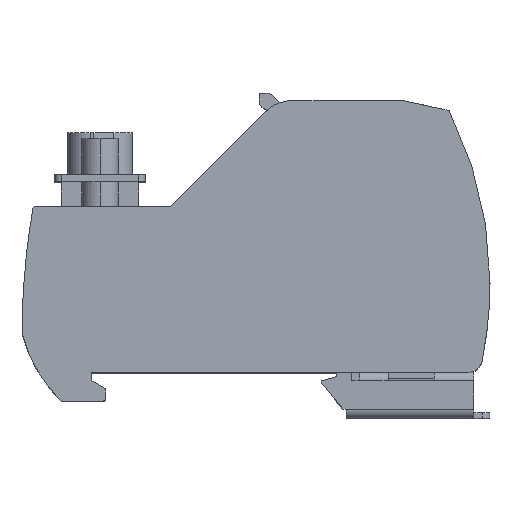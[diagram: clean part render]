
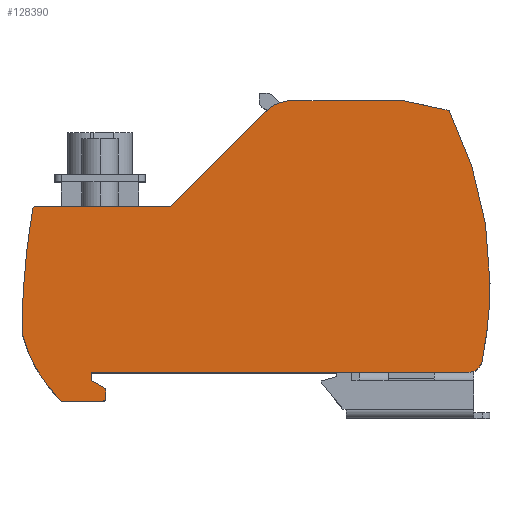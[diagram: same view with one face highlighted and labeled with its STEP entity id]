
A CAD part, top view. The second image highlights one B-rep face of the part: STEP entity #128390.
In plain terms, the highlighted planar face has unit normal (0, 0, 1).
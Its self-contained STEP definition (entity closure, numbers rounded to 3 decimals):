
#3230=CARTESIAN_POINT('',(-11.135,38.97,4.67));
#3240=VERTEX_POINT('',#3230);
#3270=CARTESIAN_POINT('',(0.,38.97,4.67));
#3280=DIRECTION('',(1.,0.,0.));
#3290=VECTOR('',#3280,1.);
#3300=LINE('',#3270,#3290);
#3310=CARTESIAN_POINT('',(-26.38,38.97,4.67));
#3320=VERTEX_POINT('',#3310);
#3330=EDGE_CURVE('',#3320,#3240,#3300,.T.);
#7640=CARTESIAN_POINT('',(-2.13,1.2,4.67));
#7650=VERTEX_POINT('',#7640);
#7680=CARTESIAN_POINT('',(-2.13,3.33,4.67));
#7690=DIRECTION('',(-0.,-0.,-1.));
#7700=DIRECTION('',(-1.,0.,0.));
#7710=AXIS2_PLACEMENT_3D('',#7680,#7690,#7700);
#7720=CIRCLE('',#7710,2.13);
#7730=CARTESIAN_POINT('',(0.,3.33,4.67));
#7740=VERTEX_POINT('',#7730);
#7750=EDGE_CURVE('',#7740,#7650,#7720,.T.);
#19000=CARTESIAN_POINT('',(-52.4,-1.055,4.67));
#19010=VERTEX_POINT('',#19000);
#19040=CARTESIAN_POINT('',(0.,-31.308,4.67))
;
#19050=DIRECTION('',(0.866,-0.5,0.));
#19060=VECTOR('',#19050,1.);
#19070=LINE('',#19040,#19060);
#19080=CARTESIAN_POINT('',(-54.4,0.1,4.67));
#19090=VERTEX_POINT('',#19080);
#19100=EDGE_CURVE('',#19090,#19010,#19070,.T.);
#23450=CARTESIAN_POINT('',(1.,13.615,4.67));
#23460=VERTEX_POINT('',#23450);
#23490=CARTESIAN_POINT('',(-52.395,13.615,4.67));
#23500=DIRECTION('',(0.,0.,1.));
#23510=DIRECTION('',(1.,0.,0.));
#23520=AXIS2_PLACEMENT_3D('',#23490,#23500,#23510);
#23530=CIRCLE('',#23520,53.395);
#23540=CARTESIAN_POINT('',(-4.69,37.6,4.67));
#23550=VERTEX_POINT('',#23540);
#23560=EDGE_CURVE('',#23460,#23550,#23530,.T.);
#45260=CARTESIAN_POINT('',(-62.506,23.919,4.67));
#45270=VERTEX_POINT('',#45260);
#45300=CARTESIAN_POINT('',(36.,6.7,4.67));
#45310=DIRECTION('',(0.,0.,1.));
#45320=DIRECTION('',(-1.,0.,0.));
#45330=AXIS2_PLACEMENT_3D('',#45300,#45310,#45320);
#45340=CIRCLE('',#45330,100.);
#45350=CARTESIAN_POINT('',(-64.,6.7,4.67));
#45360=VERTEX_POINT('',#45350);
#45370=EDGE_CURVE('',#45270,#45360,#45340,.T.);
#48570=CARTESIAN_POINT('',(-43.38,24.25,4.67));
#48580=VERTEX_POINT('',#48570);
#48610=CARTESIAN_POINT('',(0.,24.25,4.67));
#48620=DIRECTION('',(1.,0.,0.));
#48630=VECTOR('',#48620,1.);
#48640=LINE('',#48610,#48630);
#48650=CARTESIAN_POINT('',(-62.112,24.25,4.67));
#48660=VERTEX_POINT('',#48650);
#48670=EDGE_CURVE('',#48660,#48580,#48640,.T.);
#49540=CARTESIAN_POINT('',(0.,36.603,4.67));
#49550=DIRECTION('',(0.978,-0.208,0.));
#49560=VECTOR('',#49550,1.);
#49570=LINE('',#49540,#49560);
#49580=EDGE_CURVE('',#3240,#23550,#49570,.T.);
#66150=CARTESIAN_POINT('',(-52.9,-2.8,4.67));
#66160=VERTEX_POINT('',#66150);
#66190=CARTESIAN_POINT('',(-52.9,-2.3,4.67));
#66200=DIRECTION('',(0.,0.,1.));
#66210=DIRECTION('',(1.,0.,0.));
#66220=AXIS2_PLACEMENT_3D('',#66190,#66200,#66210);
#66230=CIRCLE('',#66220,0.5);
#66240=CARTESIAN_POINT('',(-52.4,-2.3,4.67));
#66250=VERTEX_POINT('',#66240);
#66260=EDGE_CURVE('',#66160,#66250,#66230,.T.);
#73320=CARTESIAN_POINT('',(-54.4,0.,4.67));
#73330=DIRECTION('',(0.,-1.,0.));
#73340=VECTOR('',#73330,1.);
#73350=LINE('',#73320,#73340);
#73360=CARTESIAN_POINT('',(-54.4,1.2,4.67));
#73370=VERTEX_POINT('',#73360);
#73380=EDGE_CURVE('',#73370,#19090,#73350,.T.);
#96710=CARTESIAN_POINT('',(-44.606,11.586,4.67));
#96720=DIRECTION('',(0.,0.,1.));
#96730=DIRECTION('',(-1.,0.,0.));
#96740=AXIS2_PLACEMENT_3D('',#96710,#96720,#96730);
#96750=CIRCLE('',#96740,20.);
#96760=CARTESIAN_POINT('',(-58.5,-2.8,4.67));
#96770=VERTEX_POINT('',#96760);
#96780=EDGE_CURVE('',#45360,#96770,#96750,.T.);
#100460=CARTESIAN_POINT('',(-30.272,37.358,4.67));
#100470=VERTEX_POINT('',#100460);
#100500=CARTESIAN_POINT('',(0.,67.63,4.67))
;
#100510=DIRECTION('',(0.707,0.707,0.));
#100520=VECTOR('',#100510,1.);
#100530=LINE('',#100500,#100520);
#100540=EDGE_CURVE('',#48580,#100470,#100530,.T.);
#100670=CARTESIAN_POINT('',(-62.112,23.85,4.67));
#100680=DIRECTION('',(0.,0.,1.));
#100690=DIRECTION('',(-1.,0.,0.));
#100700=AXIS2_PLACEMENT_3D('',#100670,#100680,#100690);
#100710=CIRCLE('',#100700,0.4);
#100720=EDGE_CURVE('',#48660,#45270,#100710,.T.);
#120840=CARTESIAN_POINT('',(-52.4,0.,4.67));
#120850=DIRECTION('',(0.,-1.,0.));
#120860=VECTOR('',#120850,1.);
#120870=LINE('',#120840,#120860);
#120880=EDGE_CURVE('',#19010,#66250,#120870,.T.);
#127070=CARTESIAN_POINT('',(0.,-2.8,4.67)
);
#127080=DIRECTION('',(-1.,0.,0.));
#127090=VECTOR('',#127080,1.);
#127100=LINE('',#127070,#127090);
#127110=EDGE_CURVE('',#66160,#96770,#127100,.T.);
#127830=CARTESIAN_POINT('',(-26.38,33.466,4.67));
#127840=DIRECTION('',(0.,0.,1.));
#127850=DIRECTION('',(-1.,0.,0.));
#127860=AXIS2_PLACEMENT_3D('',#127830,#127840,#127850);
#127870=CIRCLE('',#127860,5.504);
#127880=EDGE_CURVE('',#3320,#100470,#127870,.T.);
#128090=CARTESIAN_POINT('',(-27.765,19.919,4.67));
#128100=DIRECTION('',(0.,0.,1.));
#128110=DIRECTION('',(1.,0.,-0.));
#128120=AXIS2_PLACEMENT_3D('',#128090,#128100,#128110);
#128130=PLANE('',#128120);
#128140=ORIENTED_EDGE('',*,*,#66260,.T.);
#128150=ORIENTED_EDGE('',*,*,#127110,.F.);
#128160=ORIENTED_EDGE('',*,*,#96780,.T.);
#128170=ORIENTED_EDGE('',*,*,#45370,.T.);
#128180=ORIENTED_EDGE('',*,*,#100720,.T.);
#128190=ORIENTED_EDGE('',*,*,#48670,.F.);
#128200=ORIENTED_EDGE('',*,*,#100540,.F.);
#128210=ORIENTED_EDGE('',*,*,#127880,.T.);
#128220=ORIENTED_EDGE('',*,*,#3330,.F.);
#128230=ORIENTED_EDGE('',*,*,#49580,.F.);
#128240=ORIENTED_EDGE('',*,*,#23560,.T.);
#128250=EDGE_CURVE('',#7740,#23460,#23530,.T.);
#128260=ORIENTED_EDGE('',*,*,#128250,.T.);
#128270=ORIENTED_EDGE('',*,*,#7750,.F.);
#128280=CARTESIAN_POINT('',(0.,1.2,4.67))
;
#128290=DIRECTION('',(-1.,0.,0.));
#128300=VECTOR('',#128290,1.);
#128310=LINE('',#128280,#128300);
#128320=EDGE_CURVE('',#7650,#73370,#128310,.T.);
#128330=ORIENTED_EDGE('',*,*,#128320,.F.);
#128340=ORIENTED_EDGE('',*,*,#73380,.F.);
#128350=ORIENTED_EDGE('',*,*,#19100,.F.);
#128360=ORIENTED_EDGE('',*,*,#120880,.F.);
#128370=EDGE_LOOP('',(#128360,#128350,#128340,#128330,#128270,#128260,
#128240,#128230,#128220,#128210,#128200,#128190,#128180,#128170,#128160,
#128150,#128140));
#128380=FACE_OUTER_BOUND('',#128370,.T.);
#128390=ADVANCED_FACE('',(#128380),#128130,.T.);
